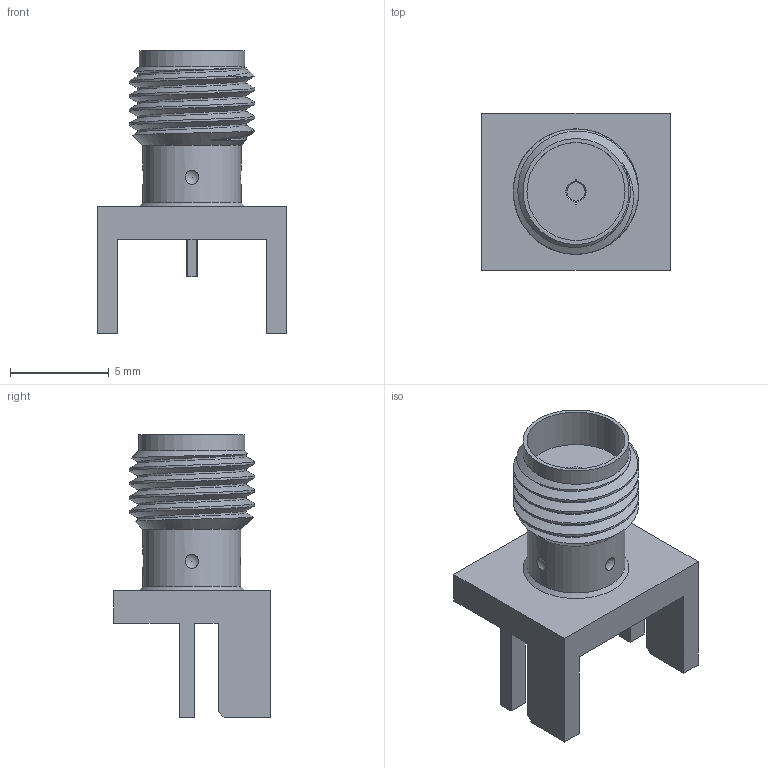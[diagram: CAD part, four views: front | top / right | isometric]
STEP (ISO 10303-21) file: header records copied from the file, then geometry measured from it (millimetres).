
FILE_DESCRIPTION(/* description */ ('Unknown'),/* implementation_level */ '2;1');
FILE_NAME(/* name */ '60312202114512',/* time_stamp */ '2018-09-19T15:59:39+02:00',/* author */ ('Unknown'),/* organization */ ('Unknown'),/* preprocessor_version */ 'ST-DEVELOPER v16.7',/* originating_system */ 'DEX',/* authorisation */ $);
FILE_SCHEMA (('AUTOMOTIVE_DESIGN {1 0 10303 214 3 1 1}'));
Length unit declared in the file: millimetre
Products named in the file (1): 60312202114512
Bounding box: 9.52 x 7.92 x 14.29 mm (x, y, z)
Volume: 298.3 mm3; surface area: 552.7 mm2
Topology: 1 solids, 3 shells, 65 faces, 170 edges, 113 vertices
Faces by surface type: plane 35, cylinder 16, cone 6, sphere 4, bspline 2, torus 2
Full cylindrical faces by diameter (mm): 1 x1, 1.27 x1, 2.45 x1, 4.03 x1, 4.1 x1, 4.95 x2, 5.35 x1
Entity records: 2905 total; most frequent: CARTESIAN_POINT 1019, DIRECTION 288, ORIENTED_EDGE 270, EDGE_CURVE 135, AXIS2_PLACEMENT_3D 106, VERTEX_POINT 97, EDGE_LOOP 88, FACE_BOUND 88
